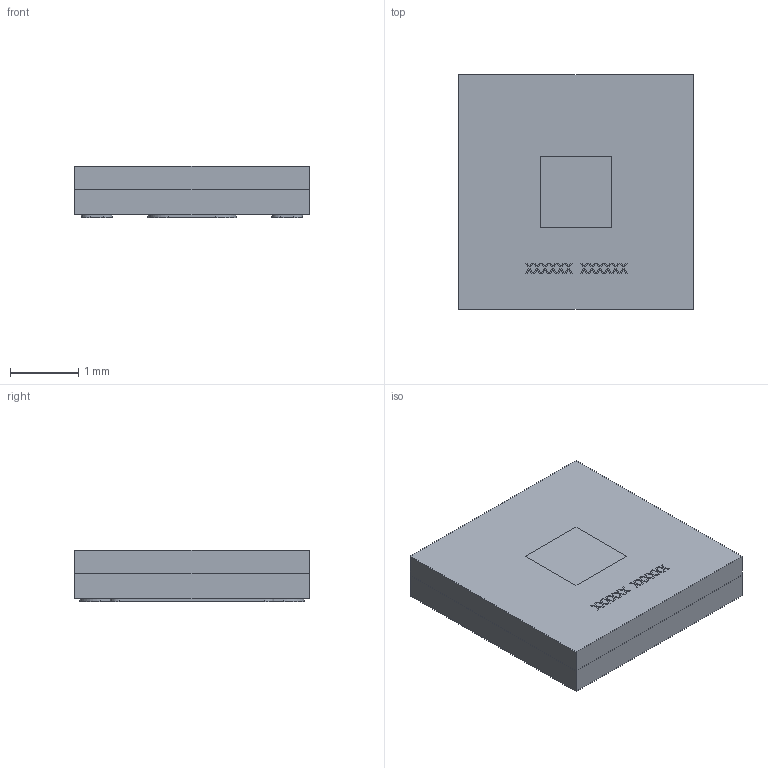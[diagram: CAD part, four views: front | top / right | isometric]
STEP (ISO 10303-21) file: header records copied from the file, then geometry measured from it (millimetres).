
FILE_DESCRIPTION (( 'STEP AP203' ), '1' );
FILE_NAME ('XPP 2610-00150.STEP', '2021-01-21T13:10:51', ( '' ), ( '' ), 'SwSTEP 2.0', 'SolidWorks 2016', '' );
FILE_SCHEMA (( 'CONFIG_CONTROL_DESIGN' ));
Length unit declared in the file: millimetre
Products named in the file (1): XPP 2610-00150
Bounding box: 3.45 x 3.45 x 0.75 mm (x, y, z)
Volume: 8.5 mm3; surface area: 73 mm2
Topology: 6 solids, 6 shells, 64 faces, 264 edges, 224 vertices
Faces by surface type: plane 52, cylinder 12
Entity records: 2955 total; most frequent: CARTESIAN_POINT 553, ORIENTED_EDGE 528, DIRECTION 418, EDGE_CURVE 264, VECTOR 240, LINE 240, VERTEX_POINT 224, AXIS2_PLACEMENT_3D 89
